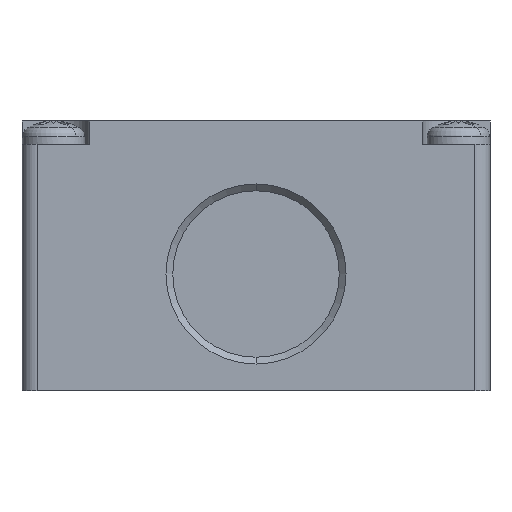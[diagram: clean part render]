
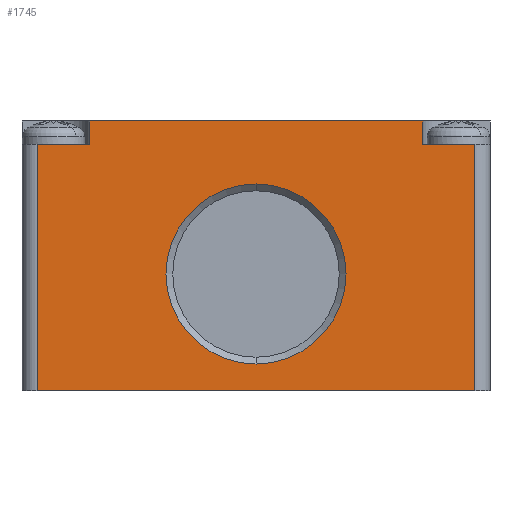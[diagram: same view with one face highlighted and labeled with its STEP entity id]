
A CAD part, front view. The second image highlights one B-rep face of the part: STEP entity #1745.
In plain terms, the highlighted planar face has unit normal (0, -1, 0).
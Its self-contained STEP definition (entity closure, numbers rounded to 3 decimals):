
#943=FACE_BOUND('',#2438,.T.);
#944=FACE_BOUND('',#2439,.T.);
#1450=PLANE('',#7181);
#1745=ADVANCED_FACE('NONE',(#943,#944),#1450,.T.);
#2438=EDGE_LOOP('',(#3942,#3943));
#2439=EDGE_LOOP('',(#3944,#3945,#3946,#3947,#3948,#3949,#3950,#3951));
#2511=CIRCLE('',#6803,10.001);
#2621=CIRCLE('',#7180,10.001);
#3942=ORIENTED_EDGE('',*,*,#5700,.T.);
#3943=ORIENTED_EDGE('',*,*,#4895,.T.);
#3944=ORIENTED_EDGE('',*,*,#5701,.T.);
#3945=ORIENTED_EDGE('',*,*,#5676,.T.);
#3946=ORIENTED_EDGE('',*,*,#5607,.T.);
#3947=ORIENTED_EDGE('',*,*,#5610,.T.);
#3948=ORIENTED_EDGE('',*,*,#5615,.T.);
#3949=ORIENTED_EDGE('',*,*,#5617,.T.);
#3950=ORIENTED_EDGE('',*,*,#5621,.T.);
#3951=ORIENTED_EDGE('',*,*,#5698,.T.);
#4347=VERTEX_POINT('',#8680);
#4349=VERTEX_POINT('',#8684);
#4835=VERTEX_POINT('',#11388);
#4836=VERTEX_POINT('',#11390);
#4838=VERTEX_POINT('',#11396);
#4839=VERTEX_POINT('',#11402);
#4840=VERTEX_POINT('',#11406);
#4842=VERTEX_POINT('',#11413);
#4871=VERTEX_POINT('',#11517);
#4883=VERTEX_POINT('',#11561);
#4895=EDGE_CURVE('NONE',#4347,#4349,#2511,.T.);
#5607=EDGE_CURVE('NONE',#4836,#4835,#6184,.T.);
#5610=EDGE_CURVE('NONE',#4835,#4838,#6186,.T.);
#5615=EDGE_CURVE('NONE',#4838,#4839,#6191,.T.);
#5617=EDGE_CURVE('NONE',#4839,#4840,#6193,.T.);
#5621=EDGE_CURVE('NONE',#4840,#4842,#6195,.T.);
#5676=EDGE_CURVE('NONE',#4871,#4836,#6241,.T.);
#5698=EDGE_CURVE('NONE',#4842,#4883,#6252,.T.);
#5700=EDGE_CURVE('NONE',#4349,#4347,#2621,.T.);
#5701=EDGE_CURVE('NONE',#4883,#4871,#6254,.T.);
#6184=LINE('',#11389,#6713);
#6186=LINE('',#11395,#6715);
#6191=LINE('',#11403,#6720);
#6193=LINE('',#11407,#6722);
#6195=LINE('',#11414,#6724);
#6241=LINE('',#11520,#6770);
#6252=LINE('',#11562,#6781);
#6254=LINE('',#11566,#6783);
#6713=VECTOR('',#8341,1.);
#6715=VECTOR('',#8347,1.);
#6720=VECTOR('',#8354,1.);
#6722=VECTOR('',#8358,1.);
#6724=VECTOR('',#8366,1.);
#6770=VECTOR('',#8472,1.);
#6781=VECTOR('',#8515,1.);
#6783=VECTOR('',#8521,1.);
#6803=AXIS2_PLACEMENT_3D('',#8685,#7256,#7257);
#7180=AXIS2_PLACEMENT_3D('',#11565,#8519,#8520);
#7181=AXIS2_PLACEMENT_3D('',#11567,#8522,#8523);
#7256=DIRECTION('',(0.,1.,0.));
#7257=DIRECTION('',(0.,0.,-1.));
#8341=DIRECTION('',(-1.,0.,0.));
#8347=DIRECTION('',(0.,0.,1.));
#8354=DIRECTION('',(-1.,0.,0.));
#8358=DIRECTION('',(0.,0.,-1.));
#8366=DIRECTION('',(-1.,0.,0.));
#8472=DIRECTION('',(0.,0.,1.));
#8515=DIRECTION('',(0.,0.,-1.));
#8519=DIRECTION('',(0.,1.,0.));
#8520=DIRECTION('',(0.,0.,-1.));
#8521=DIRECTION('',(1.,0.,0.));
#8522=DIRECTION('',(0.,-1.,0.));
#8523=DIRECTION('',(0.,0.,1.));
#8680=CARTESIAN_POINT('',(26.,0.,23.001));
#8684=CARTESIAN_POINT('',(26.,0.,2.999));
#8685=CARTESIAN_POINT('',(26.,0.,13.));
#11388=CARTESIAN_POINT('',(44.5,0.,27.4));
#11389=CARTESIAN_POINT('',(26.,0.,27.4));
#11390=CARTESIAN_POINT('',(50.3,0.,27.4));
#11395=CARTESIAN_POINT('',(44.5,0.,0.));
#11396=CARTESIAN_POINT('',(44.5,0.,30.));
#11402=CARTESIAN_POINT('',(7.5,0.,30.));
#11403=CARTESIAN_POINT('',(26.,0.,30.));
#11406=CARTESIAN_POINT('',(7.5,0.,27.4));
#11407=CARTESIAN_POINT('',(7.5,0.,0.));
#11413=CARTESIAN_POINT('',(1.7,0.,27.4));
#11414=CARTESIAN_POINT('',(26.,0.,27.4));
#11517=CARTESIAN_POINT('',(50.3,0.,0.));
#11520=CARTESIAN_POINT('',(50.3,0.,0.));
#11561=CARTESIAN_POINT('',(1.7,0.,0.));
#11562=CARTESIAN_POINT('',(1.7,0.,0.));
#11565=CARTESIAN_POINT('',(26.,0.,13.));
#11566=CARTESIAN_POINT('',(26.,0.,0.));
#11567=CARTESIAN_POINT('',(26.,0.,0.));
